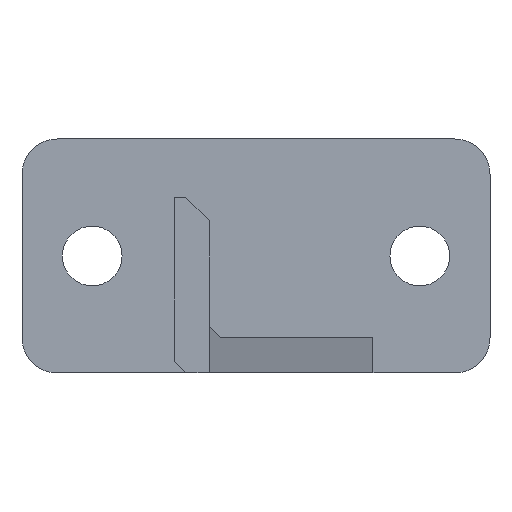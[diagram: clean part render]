
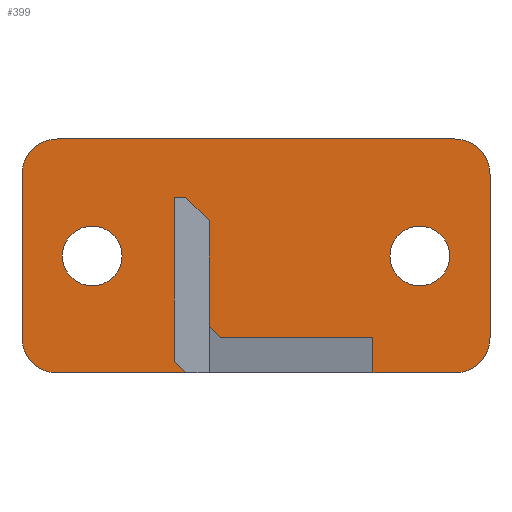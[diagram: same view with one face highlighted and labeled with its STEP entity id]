
A CAD part, front view. The second image highlights one B-rep face of the part: STEP entity #399.
In plain terms, the highlighted planar face has unit normal (0, -1, 0).
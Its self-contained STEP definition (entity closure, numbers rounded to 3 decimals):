
#15=FACE_BOUND('',#67,.T.);
#16=FACE_BOUND('',#68,.T.);
#19=CIRCLE('',#434,3.);
#21=CIRCLE('',#437,3.);
#22=CIRCLE('',#438,3.);
#23=CIRCLE('',#439,3.);
#24=CIRCLE('',#440,2.55);
#25=CIRCLE('',#441,2.55);
#45=FACE_OUTER_BOUND('',#66,.T.);
#66=EDGE_LOOP('',(#303,#304,#305,#306,#307,#308,#309,#310,#311,#312,#313,
#314,#315,#316,#317,#318,#319));
#67=EDGE_LOOP('',(#320));
#68=EDGE_LOOP('',(#321));
#85=LINE('',#579,#129);
#87=LINE('',#583,#131);
#92=LINE('',#594,#136);
#95=LINE('',#598,#139);
#98=LINE('',#606,#142);
#103=LINE('',#615,#147);
#107=LINE('',#623,#151);
#110=LINE('',#633,#154);
#111=LINE('',#634,#155);
#112=LINE('',#638,#156);
#113=LINE('',#642,#157);
#114=LINE('',#645,#158);
#115=LINE('',#646,#159);
#129=VECTOR('',#465,10.);
#131=VECTOR('',#469,10.);
#136=VECTOR('',#476,10.);
#139=VECTOR('',#481,10.);
#142=VECTOR('',#486,10.);
#147=VECTOR('',#495,10.);
#151=VECTOR('',#499,10.);
#154=VECTOR('',#510,10.);
#155=VECTOR('',#511,10.);
#156=VECTOR('',#514,10.);
#157=VECTOR('',#517,10.);
#158=VECTOR('',#520,10.);
#159=VECTOR('',#521,10.);
#173=VERTEX_POINT('',#576);
#174=VERTEX_POINT('',#578);
#175=VERTEX_POINT('',#582);
#179=VERTEX_POINT('',#591);
#180=VERTEX_POINT('',#593);
#183=VERTEX_POINT('',#603);
#184=VERTEX_POINT('',#605);
#186=VERTEX_POINT('',#614);
#189=VERTEX_POINT('',#620);
#190=VERTEX_POINT('',#622);
#191=VERTEX_POINT('',#626);
#193=VERTEX_POINT('',#632);
#194=VERTEX_POINT('',#635);
#195=VERTEX_POINT('',#637);
#196=VERTEX_POINT('',#639);
#197=VERTEX_POINT('',#641);
#198=VERTEX_POINT('',#643);
#199=VERTEX_POINT('',#647);
#200=VERTEX_POINT('',#649);
#210=EDGE_CURVE('',#173,#174,#85,.F.);
#212=EDGE_CURVE('',#175,#174,#87,.T.);
#217=EDGE_CURVE('',#180,#179,#92,.T.);
#220=EDGE_CURVE('',#173,#180,#95,.T.);
#223=EDGE_CURVE('',#183,#184,#98,.F.);
#228=EDGE_CURVE('',#186,#184,#103,.T.);
#232=EDGE_CURVE('',#190,#189,#107,.T.);
#234=EDGE_CURVE('',#186,#191,#19,.T.);
#237=EDGE_CURVE('',#179,#193,#110,.T.);
#238=EDGE_CURVE('',#193,#190,#111,.T.);
#239=EDGE_CURVE('',#194,#189,#21,.T.);
#240=EDGE_CURVE('',#194,#195,#112,.T.);
#241=EDGE_CURVE('',#196,#195,#22,.T.);
#242=EDGE_CURVE('',#196,#197,#113,.T.);
#243=EDGE_CURVE('',#198,#197,#23,.T.);
#244=EDGE_CURVE('',#198,#191,#114,.T.);
#245=EDGE_CURVE('',#183,#175,#115,.T.);
#246=EDGE_CURVE('',#199,#199,#24,.T.);
#247=EDGE_CURVE('',#200,#200,#25,.T.);
#303=ORIENTED_EDGE('',*,*,#217,.T.);
#304=ORIENTED_EDGE('',*,*,#237,.T.);
#305=ORIENTED_EDGE('',*,*,#238,.T.);
#306=ORIENTED_EDGE('',*,*,#232,.T.);
#307=ORIENTED_EDGE('',*,*,#239,.F.);
#308=ORIENTED_EDGE('',*,*,#240,.T.);
#309=ORIENTED_EDGE('',*,*,#241,.F.);
#310=ORIENTED_EDGE('',*,*,#242,.T.);
#311=ORIENTED_EDGE('',*,*,#243,.F.);
#312=ORIENTED_EDGE('',*,*,#244,.T.);
#313=ORIENTED_EDGE('',*,*,#234,.F.);
#314=ORIENTED_EDGE('',*,*,#228,.T.);
#315=ORIENTED_EDGE('',*,*,#223,.F.);
#316=ORIENTED_EDGE('',*,*,#245,.T.);
#317=ORIENTED_EDGE('',*,*,#212,.T.);
#318=ORIENTED_EDGE('',*,*,#210,.F.);
#319=ORIENTED_EDGE('',*,*,#220,.T.);
#320=ORIENTED_EDGE('',*,*,#246,.T.);
#321=ORIENTED_EDGE('',*,*,#247,.T.);
#383=PLANE('',#436);
#399=ADVANCED_FACE('',(#45,#15,#16),#383,.T.);
#434=AXIS2_PLACEMENT_3D('',#627,#503,#504);
#436=AXIS2_PLACEMENT_3D('',#631,#508,#509);
#437=AXIS2_PLACEMENT_3D('',#636,#512,#513);
#438=AXIS2_PLACEMENT_3D('',#640,#515,#516);
#439=AXIS2_PLACEMENT_3D('',#644,#518,#519);
#440=AXIS2_PLACEMENT_3D('',#648,#522,#523);
#441=AXIS2_PLACEMENT_3D('',#650,#524,#525);
#465=DIRECTION('',(0.707,0.,-0.707));
#469=DIRECTION('',(1.,0.,0.));
#476=DIRECTION('',(0.707,0.,-0.707));
#481=DIRECTION('',(0.,0.,-1.));
#486=DIRECTION('',(-0.707,0.,0.707));
#495=DIRECTION('',(1.,0.,0.));
#499=DIRECTION('',(1.,0.,0.));
#503=DIRECTION('center_axis',(0.,1.,0.));
#504=DIRECTION('ref_axis',(-0.707,0.,-0.707));
#508=DIRECTION('center_axis',(0.,-1.,0.));
#509=DIRECTION('ref_axis',(0.,0.,-1.));
#510=DIRECTION('',(1.,0.,0.));
#511=DIRECTION('',(0.,0.,-1.));
#512=DIRECTION('center_axis',(0.,1.,0.));
#513=DIRECTION('ref_axis',(0.707,0.,-0.707));
#514=DIRECTION('',(0.,0.,1.));
#515=DIRECTION('center_axis',(0.,1.,0.));
#516=DIRECTION('ref_axis',(0.707,0.,0.707));
#517=DIRECTION('',(-1.,0.,0.));
#518=DIRECTION('center_axis',(0.,1.,0.));
#519=DIRECTION('ref_axis',(-0.707,0.,0.707));
#520=DIRECTION('',(0.,0.,-1.));
#521=DIRECTION('',(0.,0.,1.));
#522=DIRECTION('center_axis',(0.,1.,0.));
#523=DIRECTION('ref_axis',(1.,0.,0.));
#524=DIRECTION('center_axis',(0.,1.,0.));
#525=DIRECTION('ref_axis',(1.,0.,0.));
#576=CARTESIAN_POINT('',(-4.,-5.,3.));
#578=CARTESIAN_POINT('',(-6.,-5.,5.));
#579=CARTESIAN_POINT('',(-2.75,-5.,1.75));
#582=CARTESIAN_POINT('',(-7.,-5.,5.));
#583=CARTESIAN_POINT('',(-2.,-5.,5.));
#591=CARTESIAN_POINT('',(-3.,-5.,-7.));
#593=CARTESIAN_POINT('',(-4.,-5.,-6.));
#594=CARTESIAN_POINT('',(-4.25,-5.,-5.75));
#598=CARTESIAN_POINT('',(-4.,-5.,-3.5));
#603=CARTESIAN_POINT('',(-7.,-5.,-9.));
#605=CARTESIAN_POINT('',(-6.,-5.,-10.));
#606=CARTESIAN_POINT('',(-7.25,-5.,-8.75));
#614=CARTESIAN_POINT('',(-17.,-5.,-10.));
#615=CARTESIAN_POINT('',(20.,-5.,-10.));
#620=CARTESIAN_POINT('',(17.,-5.,-10.));
#622=CARTESIAN_POINT('',(10.,-5.,-10.));
#623=CARTESIAN_POINT('',(20.,-5.,-10.));
#626=CARTESIAN_POINT('',(-20.,-5.,-7.));
#627=CARTESIAN_POINT('Origin',(-17.,-5.,-7.));
#631=CARTESIAN_POINT('Origin',(0.,-5.,0.));
#632=CARTESIAN_POINT('',(10.,-5.,-7.));
#633=CARTESIAN_POINT('',(5.,-5.,-7.));
#634=CARTESIAN_POINT('',(10.,-5.,-5.));
#635=CARTESIAN_POINT('',(20.,-5.,-7.));
#636=CARTESIAN_POINT('Origin',(17.,-5.,-7.));
#637=CARTESIAN_POINT('',(20.,-5.,7.));
#638=CARTESIAN_POINT('',(20.,-5.,10.));
#639=CARTESIAN_POINT('',(17.,-5.,10.));
#640=CARTESIAN_POINT('Origin',(17.,-5.,7.));
#641=CARTESIAN_POINT('',(-17.,-5.,10.));
#642=CARTESIAN_POINT('',(-20.,-5.,10.));
#643=CARTESIAN_POINT('',(-20.,-5.,7.));
#644=CARTESIAN_POINT('Origin',(-17.,-5.,7.));
#645=CARTESIAN_POINT('',(-20.,-5.,-10.));
#646=CARTESIAN_POINT('',(-7.,-5.,2.5));
#647=CARTESIAN_POINT('',(-16.55,-5.,0.));
#648=CARTESIAN_POINT('Origin',(-14.,-5.,0.));
#649=CARTESIAN_POINT('',(11.45,-5.,0.));
#650=CARTESIAN_POINT('Origin',(14.,-5.,0.));
